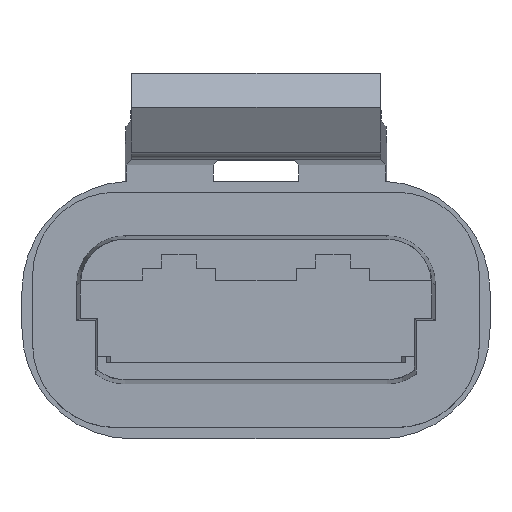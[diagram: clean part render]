
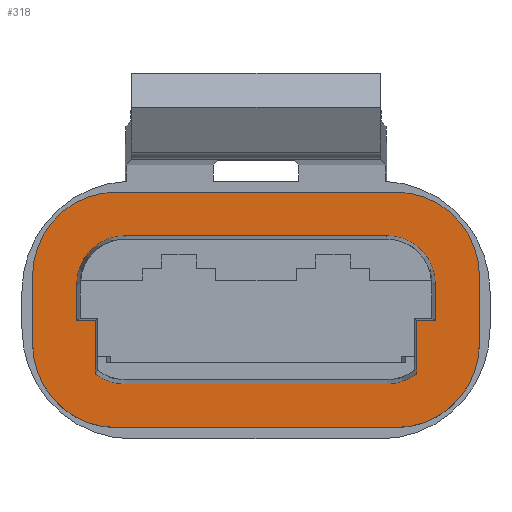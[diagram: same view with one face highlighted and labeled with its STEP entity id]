
A CAD part, top view. The second image highlights one B-rep face of the part: STEP entity #318.
In plain terms, the highlighted planar face has unit normal (0, 0, 1).
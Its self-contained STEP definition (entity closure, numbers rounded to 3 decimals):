
#318=ADVANCED_FACE('',(#434,#435),#394,.T.);
#394=PLANE('',#2117);
#434=FACE_BOUND('',#489,.T.);
#435=FACE_BOUND('',#490,.T.);
#489=EDGE_LOOP('',(#1252,#1253,#1254,#1255,#1256,#1257,#1258,#1259));
#490=EDGE_LOOP('',(#1260,#1261,#1262,#1263,#1264,#1265,#1266,#1267,#1268,
#1269,#1270,#1271));
#638=LINE('',#3052,#846);
#639=LINE('',#3057,#847);
#640=LINE('',#3061,#848);
#641=LINE('',#3065,#849);
#642=LINE('',#3071,#850);
#643=LINE('',#3075,#851);
#644=LINE('',#3077,#852);
#645=LINE('',#3079,#853);
#646=LINE('',#3083,#854);
#647=LINE('',#3087,#855);
#648=LINE('',#3089,#856);
#649=LINE('',#3091,#857);
#846=VECTOR('',#2469,1.);
#847=VECTOR('',#2472,1.);
#848=VECTOR('',#2475,1.);
#849=VECTOR('',#2478,1.);
#850=VECTOR('',#2483,1.);
#851=VECTOR('',#2486,1.);
#852=VECTOR('',#2487,1.);
#853=VECTOR('',#2488,1.);
#854=VECTOR('',#2491,1.);
#855=VECTOR('',#2494,1.);
#856=VECTOR('',#2495,1.);
#857=VECTOR('',#2496,1.);
#1252=ORIENTED_EDGE('',*,*,#1844,.T.);
#1253=ORIENTED_EDGE('',*,*,#1845,.T.);
#1254=ORIENTED_EDGE('',*,*,#1846,.T.);
#1255=ORIENTED_EDGE('',*,*,#1847,.T.);
#1256=ORIENTED_EDGE('',*,*,#1848,.T.);
#1257=ORIENTED_EDGE('',*,*,#1849,.T.);
#1258=ORIENTED_EDGE('',*,*,#1850,.T.);
#1259=ORIENTED_EDGE('',*,*,#1851,.T.);
#1260=ORIENTED_EDGE('',*,*,#1852,.F.);
#1261=ORIENTED_EDGE('',*,*,#1853,.T.);
#1262=ORIENTED_EDGE('',*,*,#1854,.F.);
#1263=ORIENTED_EDGE('',*,*,#1855,.T.);
#1264=ORIENTED_EDGE('',*,*,#1856,.F.);
#1265=ORIENTED_EDGE('',*,*,#1857,.F.);
#1266=ORIENTED_EDGE('',*,*,#1858,.F.);
#1267=ORIENTED_EDGE('',*,*,#1859,.T.);
#1268=ORIENTED_EDGE('',*,*,#1860,.F.);
#1269=ORIENTED_EDGE('',*,*,#1861,.F.);
#1270=ORIENTED_EDGE('',*,*,#1862,.F.);
#1271=ORIENTED_EDGE('',*,*,#1863,.T.);
#1610=VERTEX_POINT('',#3053);
#1611=VERTEX_POINT('',#3054);
#1612=VERTEX_POINT('',#3056);
#1613=VERTEX_POINT('',#3058);
#1614=VERTEX_POINT('',#3060);
#1615=VERTEX_POINT('',#3062);
#1616=VERTEX_POINT('',#3064);
#1617=VERTEX_POINT('',#3066);
#1618=VERTEX_POINT('',#3069);
#1619=VERTEX_POINT('',#3070);
#1620=VERTEX_POINT('',#3072);
#1621=VERTEX_POINT('',#3074);
#1622=VERTEX_POINT('',#3076);
#1623=VERTEX_POINT('',#3078);
#1624=VERTEX_POINT('',#3080);
#1625=VERTEX_POINT('',#3082);
#1626=VERTEX_POINT('',#3084);
#1627=VERTEX_POINT('',#3086);
#1628=VERTEX_POINT('',#3088);
#1629=VERTEX_POINT('',#3090);
#1844=EDGE_CURVE('',#1610,#1611,#638,.T.);
#1845=EDGE_CURVE('',#1611,#1612,#1996,.T.);
#1846=EDGE_CURVE('',#1612,#1613,#639,.T.);
#1847=EDGE_CURVE('',#1613,#1614,#1997,.T.);
#1848=EDGE_CURVE('',#1614,#1615,#640,.T.);
#1849=EDGE_CURVE('',#1615,#1616,#1998,.T.);
#1850=EDGE_CURVE('',#1616,#1617,#641,.T.);
#1851=EDGE_CURVE('',#1617,#1610,#1999,.T.);
#1852=EDGE_CURVE('',#1618,#1619,#2000,.T.);
#1853=EDGE_CURVE('',#1618,#1620,#642,.T.);
#1854=EDGE_CURVE('',#1621,#1620,#2001,.T.);
#1855=EDGE_CURVE('',#1621,#1622,#643,.T.);
#1856=EDGE_CURVE('',#1623,#1622,#644,.T.);
#1857=EDGE_CURVE('',#1624,#1623,#645,.T.);
#1858=EDGE_CURVE('',#1625,#1624,#2002,.T.);
#1859=EDGE_CURVE('',#1625,#1626,#646,.T.);
#1860=EDGE_CURVE('',#1627,#1626,#2003,.T.);
#1861=EDGE_CURVE('',#1628,#1627,#647,.T.);
#1862=EDGE_CURVE('',#1629,#1628,#648,.T.);
#1863=EDGE_CURVE('',#1629,#1619,#649,.T.);
#1996=CIRCLE('',#2109,4.9);
#1997=CIRCLE('',#2110,4.9);
#1998=CIRCLE('',#2111,4.9);
#1999=CIRCLE('',#2112,4.9);
#2000=CIRCLE('',#2113,2.831);
#2001=CIRCLE('',#2114,2.831);
#2002=CIRCLE('',#2115,2.831);
#2003=CIRCLE('',#2116,2.831);
#2109=AXIS2_PLACEMENT_3D('',#3055,#2470,#2471);
#2110=AXIS2_PLACEMENT_3D('',#3059,#2473,#2474);
#2111=AXIS2_PLACEMENT_3D('',#3063,#2476,#2477);
#2112=AXIS2_PLACEMENT_3D('',#3067,#2479,#2480);
#2113=AXIS2_PLACEMENT_3D('',#3068,#2481,#2482);
#2114=AXIS2_PLACEMENT_3D('',#3073,#2484,#2485);
#2115=AXIS2_PLACEMENT_3D('',#3081,#2489,#2490);
#2116=AXIS2_PLACEMENT_3D('',#3085,#2492,#2493);
#2117=AXIS2_PLACEMENT_3D('',#3092,#2497,#2498);
#2469=DIRECTION('',(1.,0.,0.));
#2470=DIRECTION('',(0.,0.,1.));
#2471=DIRECTION('',(0.,-1.,0.));
#2472=DIRECTION('',(0.,1.,0.));
#2473=DIRECTION('',(0.,0.,1.));
#2474=DIRECTION('',(0.,-1.,0.));
#2475=DIRECTION('',(-1.,0.,0.));
#2476=DIRECTION('',(0.,0.,1.));
#2477=DIRECTION('',(0.,-1.,0.));
#2478=DIRECTION('',(0.,-1.,0.));
#2479=DIRECTION('',(0.,0.,1.));
#2480=DIRECTION('',(0.,-1.,0.));
#2481=DIRECTION('',(0.,0.,1.));
#2482=DIRECTION('',(1.,0.,0.));
#2483=DIRECTION('',(1.,0.,0.));
#2484=DIRECTION('',(0.,0.,1.));
#2485=DIRECTION('',(1.,0.,0.));
#2486=DIRECTION('',(0.,-1.,0.));
#2487=DIRECTION('',(1.,0.,0.));
#2488=DIRECTION('',(0.,1.,0.));
#2489=DIRECTION('',(0.,0.,1.));
#2490=DIRECTION('',(1.,0.,0.));
#2491=DIRECTION('',(-1.,0.,0.));
#2492=DIRECTION('',(0.,0.,1.));
#2493=DIRECTION('',(1.,0.,0.));
#2494=DIRECTION('',(0.,-1.,0.));
#2495=DIRECTION('',(1.,0.,0.));
#2496=DIRECTION('',(0.,1.,0.));
#2497=DIRECTION('',(0.,0.,1.));
#2498=DIRECTION('',(0.,-1.,0.));
#3052=CARTESIAN_POINT('',(-8.159,-6.88,-6.25));
#3053=CARTESIAN_POINT('',(-8.159,-6.88,-6.25));
#3054=CARTESIAN_POINT('',(8.158,-6.88,-6.25));
#3055=CARTESIAN_POINT('',(8.158,-1.98,-6.25));
#3056=CARTESIAN_POINT('',(13.058,-1.98,-6.25));
#3057=CARTESIAN_POINT('',(13.058,-1.98,-6.25));
#3058=CARTESIAN_POINT('',(13.058,1.98,-6.25));
#3059=CARTESIAN_POINT('',(8.158,1.98,-6.25));
#3060=CARTESIAN_POINT('',(8.158,6.88,-6.25));
#3061=CARTESIAN_POINT('',(8.158,6.88,-6.25));
#3062=CARTESIAN_POINT('',(-8.159,6.88,-6.25));
#3063=CARTESIAN_POINT('',(-8.159,1.98,-6.25));
#3064=CARTESIAN_POINT('',(-13.059,1.98,-6.25));
#3065=CARTESIAN_POINT('',(-13.059,1.98,-6.25));
#3066=CARTESIAN_POINT('',(-13.059,-1.98,-6.25));
#3067=CARTESIAN_POINT('',(-8.159,-1.98,-6.25));
#3068=CARTESIAN_POINT('',(-7.65,1.5,-6.25));
#3069=CARTESIAN_POINT('',(-7.65,4.331,-6.25));
#3070=CARTESIAN_POINT('',(-10.481,1.5,-6.25));
#3071=CARTESIAN_POINT('',(7.65,4.331,-6.25));
#3072=CARTESIAN_POINT('',(7.65,4.331,-6.25));
#3073=CARTESIAN_POINT('',(7.65,1.5,-6.25));
#3074=CARTESIAN_POINT('',(10.481,1.5,-6.25));
#3075=CARTESIAN_POINT('',(10.481,-1.5,-6.25));
#3076=CARTESIAN_POINT('',(10.481,-0.616,-6.25));
#3077=CARTESIAN_POINT('',(13.25,-0.616,-6.25));
#3078=CARTESIAN_POINT('',(9.366,-0.616,-6.25));
#3079=CARTESIAN_POINT('',(9.366,-0.5,-6.25));
#3080=CARTESIAN_POINT('',(9.366,-3.752,-6.25));
#3081=CARTESIAN_POINT('',(7.65,-1.5,-6.25));
#3082=CARTESIAN_POINT('',(7.65,-4.331,-6.25));
#3083=CARTESIAN_POINT('',(-7.65,-4.331,-6.25));
#3084=CARTESIAN_POINT('',(-7.65,-4.331,-6.25));
#3085=CARTESIAN_POINT('',(-7.65,-1.5,-6.25));
#3086=CARTESIAN_POINT('',(-9.366,-3.752,-6.25));
#3087=CARTESIAN_POINT('',(-9.366,-8.5,-6.25));
#3088=CARTESIAN_POINT('',(-9.366,-0.616,-6.25));
#3089=CARTESIAN_POINT('',(-9.25,-0.616,-6.25));
#3090=CARTESIAN_POINT('',(-10.481,-0.616,-6.25));
#3091=CARTESIAN_POINT('',(-10.481,1.5,-6.25));
#3092=CARTESIAN_POINT('',(8.158,-5.329,-6.25));
